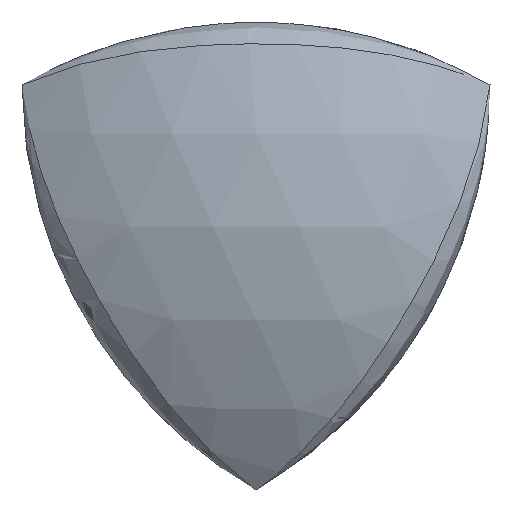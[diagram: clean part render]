
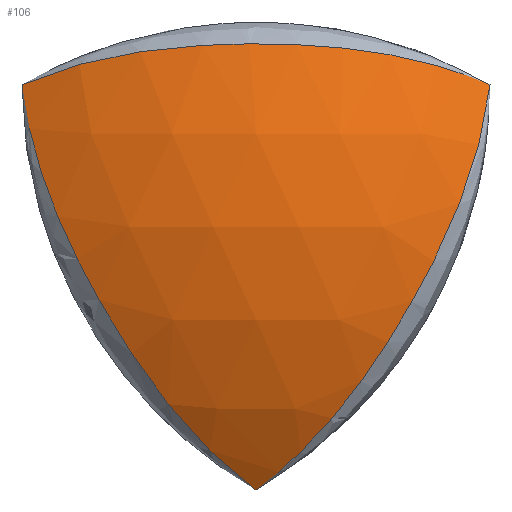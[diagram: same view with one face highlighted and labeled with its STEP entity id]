
A CAD part, front view. The second image highlights one B-rep face of the part: STEP entity #106.
In plain terms, the highlighted spherical face has radius 40 mm.
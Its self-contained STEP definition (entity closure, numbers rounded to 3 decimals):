
#18=SPHERICAL_SURFACE('',#112,40.);
#28=FACE_OUTER_BOUND('',#38,.T.);
#38=EDGE_LOOP('',(#88,#89,#90));
#39=B_SPLINE_CURVE_WITH_KNOTS('',3,(#180,#181,#182,#183,#184,#185,#186,
#187,#188),.UNSPECIFIED.,.F.,.F.,(4,1,1,1,1,1,4),(2.526,2.702,
3.054,3.23,3.405,3.581,3.757),
 .UNSPECIFIED.);
#43=B_SPLINE_CURVE_WITH_KNOTS('',3,(#273,#274,#275,#276,#277,#278,#279,
#280,#281),.UNSPECIFIED.,.F.,.F.,(4,1,1,1,1,1,4),(-1.571,-1.395,
-1.043,-0.867,-0.692,-0.516,
-0.34),.UNSPECIFIED.);
#47=B_SPLINE_CURVE_WITH_KNOTS('',3,(#358,#359,#360,#361,#362,#363,#364,
#365),.UNSPECIFIED.,.F.,.F.,(4,1,1,1,1,4),(0.34,0.604,
0.692,1.043,1.219,1.571),
 .UNSPECIFIED.);
#51=VERTEX_POINT('',#178);
#52=VERTEX_POINT('',#179);
#54=VERTEX_POINT('',#272);
#55=EDGE_CURVE('',#51,#52,#39,.T.);
#59=EDGE_CURVE('',#52,#54,#43,.T.);
#63=EDGE_CURVE('',#54,#51,#47,.T.);
#88=ORIENTED_EDGE('',*,*,#55,.F.);
#89=ORIENTED_EDGE('',*,*,#63,.F.);
#90=ORIENTED_EDGE('',*,*,#59,.F.);
#106=ADVANCED_FACE('',(#28),#18,.T.);
#112=AXIS2_PLACEMENT_3D('',#546,#121,#122);
#121=DIRECTION('center_axis',(0.,0.,1.));
#122=DIRECTION('ref_axis',(1.,0.,0.));
#178=CARTESIAN_POINT('',(-15.763,-25.021,13.993));
#179=CARTESIAN_POINT('',(24.237,-25.021,13.993));
#180=CARTESIAN_POINT('Ctrl Pts',(-15.763,-25.021,13.993));
#181=CARTESIAN_POINT('Ctrl Pts',(-14.035,-25.811,14.75));
#182=CARTESIAN_POINT('Ctrl Pts',(-8.577,-27.915,16.614));
#183=CARTESIAN_POINT('Ctrl Pts',(-0.698,-29.458,17.511));
#184=CARTESIAN_POINT('Ctrl Pts',(7.2,-29.458,17.504));
#185=CARTESIAN_POINT('Ctrl Pts',(13.107,-28.685,17.073));
#186=CARTESIAN_POINT('Ctrl Pts',(18.876,-27.215,15.984));
#187=CARTESIAN_POINT('Ctrl Pts',(22.51,-25.811,14.75));
#188=CARTESIAN_POINT('Ctrl Pts',(24.237,-25.021,13.993));
#272=CARTESIAN_POINT('',(4.237,-25.021,-20.648));
#273=CARTESIAN_POINT('Ctrl Pts',(24.237,-25.021,13.993));
#274=CARTESIAN_POINT('Ctrl Pts',(24.028,-25.811,12.119));
#275=CARTESIAN_POINT('Ctrl Pts',(22.914,-27.915,6.46));
#276=CARTESIAN_POINT('Ctrl Pts',(19.751,-29.458,-0.812));
#277=CARTESIAN_POINT('Ctrl Pts',(15.796,-29.458,-7.648));
#278=CARTESIAN_POINT('Ctrl Pts',(12.47,-28.685,-12.549));
#279=CARTESIAN_POINT('Ctrl Pts',(8.642,-27.215,-17.));
#280=CARTESIAN_POINT('Ctrl Pts',(5.756,-25.811,-19.53));
#281=CARTESIAN_POINT('Ctrl Pts',(4.237,-25.021,-20.648));
#358=CARTESIAN_POINT('Ctrl Pts',(4.237,-25.021,-20.648));
#359=CARTESIAN_POINT('Ctrl Pts',(1.959,-26.207,-18.971));
#360=CARTESIAN_POINT('Ctrl Pts',(-0.851,-27.516,-16.299));
#361=CARTESIAN_POINT('Ctrl Pts',(-5.773,-29.25,-10.201));
#362=CARTESIAN_POINT('Ctrl Pts',(-9.419,-29.718,-4.283));
#363=CARTESIAN_POINT('Ctrl Pts',(-13.727,-28.427,4.585));
#364=CARTESIAN_POINT('Ctrl Pts',(-15.345,-26.602,10.245));
#365=CARTESIAN_POINT('Ctrl Pts',(-15.763,-25.021,13.993));
#546=CARTESIAN_POINT('Origin',(4.237,7.639,2.446));
